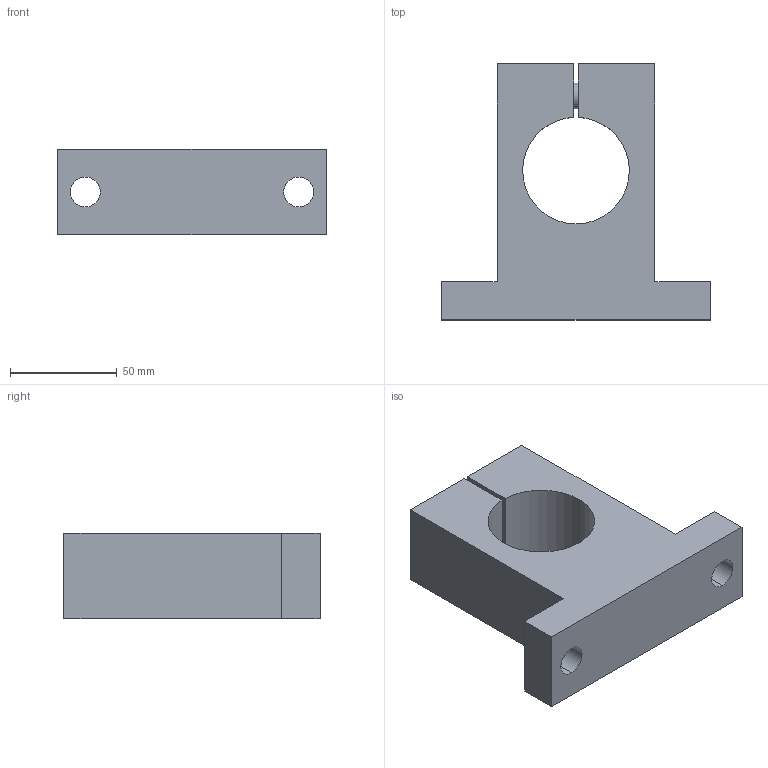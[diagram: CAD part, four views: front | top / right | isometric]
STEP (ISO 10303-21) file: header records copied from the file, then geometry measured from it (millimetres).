
FILE_DESCRIPTION( ( '' ), '1' );
FILE_NAME( 'SH-A 50.stp', '2015-05-21T08:00:20', ( '' ), ( '' ), ' ', ' ', ' ' );
FILE_SCHEMA( ( 'CONFIG_CONTROL_DESIGN' ) );
Length unit declared in the file: millimetre
Products named in the file (1): 1
Bounding box: 126 x 120 x 40 mm (x, y, z)
Volume: 306209.1 mm3; surface area: 45137.9 mm2
Topology: 1 solids, 1 shells, 37 faces, 94 edges, 62 vertices
Faces by surface type: plane 22, cylinder 13, cone 2
Entity records: 1176 total; most frequent: DIRECTION 198, CARTESIAN_POINT 194, ORIENTED_EDGE 188, EDGE_CURVE 94, AXIS2_PLACEMENT_3D 66, LINE 66, VECTOR 66, VERTEX_POINT 62
